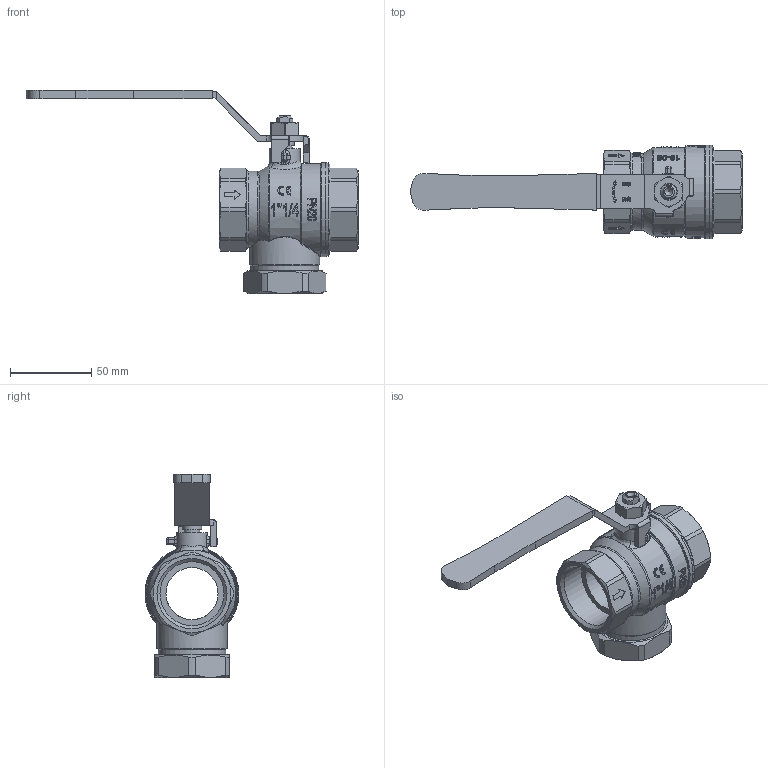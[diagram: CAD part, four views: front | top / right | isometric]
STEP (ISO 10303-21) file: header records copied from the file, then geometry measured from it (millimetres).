
FILE_DESCRIPTION(/* description */ ('VALVOLA A SFERA CON FILTRO ART.140 DA 1"1/4 - LEVA ROSSA'),/* implementation_level */ '2;1');
FILE_NAME(/* name */ '190F00.stp',/* time_stamp */ '2020-07-22T14:09:13+02:00',/* author */ ('collas'),/* organization */ (''),/* preprocessor_version */ 'ST-DEVELOPER v17.2',/* originating_system */ 'Autodesk Inventor 2019',/* authorisation */ '');
FILE_SCHEMA (('AUTOMOTIVE_DESIGN { 1 0 10303 214 3 1 1 }'));
Length unit declared in the file: millimetre
Products named in the file (7): 014012R; CL30014012; AS33000912A; ML30114012; TA32714012; DA32400207; LE32500312N
Assembly tree (6 placements, depth 2):
  014012R
    CL30014012
    AS33000912A
    ML30114012
    TA32714012
    DA32400207
    LE32500312N
Bounding box: 203.83 x 57.6 x 124.67 mm (x, y, z)
Volume: 153609.3 mm3; surface area: 57487.3 mm2
Topology: 6 solids, 6 shells, 849 faces, 2255 edges, 1494 vertices
Faces by surface type: plane 387, bspline 266, cylinder 135, cone 48, torus 11, sphere 2
Full cylindrical faces by diameter (mm): 3.8 x1, 9.4 x1, 9.5 x1, 11.95 x2, 12 x1, 19 x1, 29 x1, 29.7 x1, 32 x2, 39.3 x3, 41.7 x1, 43 x1, 51.8 x1, 57.4 x1, 57.6 x1
Entity records: 33575 total; most frequent: CARTESIAN_POINT 12929, ORIENTED_EDGE 4508, DIRECTION 3453, EDGE_CURVE 2254, VERTEX_POINT 1494, AXIS2_PLACEMENT_3D 1190, LINE 1073, VECTOR 1073
